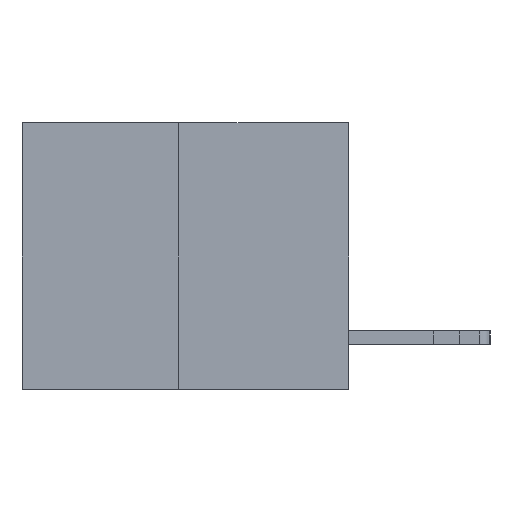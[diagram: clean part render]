
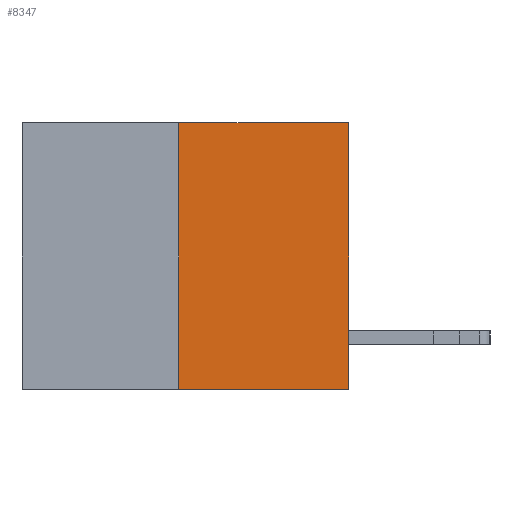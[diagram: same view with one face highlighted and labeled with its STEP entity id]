
A CAD part, left-side view. The second image highlights one B-rep face of the part: STEP entity #8347.
In plain terms, the highlighted planar face has unit normal (-1, 0, 0).
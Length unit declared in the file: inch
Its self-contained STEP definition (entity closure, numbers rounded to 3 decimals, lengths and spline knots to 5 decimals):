
#359 = VERTEX_POINT ( 'NONE', #15700 ) ;
#1324 = CARTESIAN_POINT ( 'NONE',  ( 0., 0.312, -0.49 ) ) ;
#1800 = DIRECTION ( 'NONE',  ( 0., -1., 0. ) ) ;
#1855 = CARTESIAN_POINT ( 'NONE',  ( 0., 0.6, 0. ) ) ;
#1986 = DIRECTION ( 'NONE',  ( 0., -1., 0. ) ) ;
#2277 = EDGE_CURVE ( 'NONE', #2470, #359, #14443, .T. ) ;
#2298 = PLANE ( 'NONE',  #6389 ) ;
#2470 = VERTEX_POINT ( 'NONE', #5023 ) ;
#2765 = VECTOR ( 'NONE', #6328, 39.37008 ) ;
#3542 = EDGE_CURVE ( 'NONE', #13360, #8860, #3976, .T. ) ;
#3907 = ORIENTED_EDGE ( 'NONE', *, *, #2277, .T. ) ;
#3976 = LINE ( 'NONE', #1855, #11733 ) ;
#4077 = FACE_OUTER_BOUND ( 'NONE', #5271, .T. ) ;
#5023 = CARTESIAN_POINT ( 'NONE',  ( 0., 0.312, -0.49 ) ) ;
#5271 = EDGE_LOOP ( 'NONE', ( #15108, #3907, #10857, #9196 ) ) ;
#5453 = DIRECTION ( 'NONE',  ( 0., 0., 1. ) ) ;
#5741 = EDGE_CURVE ( 'NONE', #2470, #13360, #8027, .T. ) ;
#6328 = DIRECTION ( 'NONE',  ( 0., 0., 1. ) ) ;
#6389 = AXIS2_PLACEMENT_3D ( 'NONE', #15632, #11797, #10726 ) ;
#8027 = LINE ( 'NONE', #1324, #2765 ) ;
#8347 = ADVANCED_FACE ( 'NONE', ( #4077 ), #2298, .F. ) ;
#8684 = EDGE_CURVE ( 'NONE', #359, #8860, #12800, .T. ) ;
#8860 = VERTEX_POINT ( 'NONE', #10897 ) ;
#9196 = ORIENTED_EDGE ( 'NONE', *, *, #3542, .F. ) ;
#9406 = CARTESIAN_POINT ( 'NONE',  ( 0., 0.312, 0. ) ) ;
#10726 = DIRECTION ( 'NONE',  ( 0., 0., -1. ) ) ;
#10857 = ORIENTED_EDGE ( 'NONE', *, *, #8684, .T. ) ;
#10897 = CARTESIAN_POINT ( 'NONE',  ( 0., 0., 0. ) ) ;
#11733 = VECTOR ( 'NONE', #1800, 39.37008 ) ;
#11797 = DIRECTION ( 'NONE',  ( 1., 0., 0. ) ) ;
#12228 = VECTOR ( 'NONE', #5453, 39.37008 ) ;
#12800 = LINE ( 'NONE', #13780, #12228 ) ;
#13360 = VERTEX_POINT ( 'NONE', #9406 ) ;
#13780 = CARTESIAN_POINT ( 'NONE',  ( 0., 0., 0. ) ) ;
#14059 = VECTOR ( 'NONE', #1986, 39.37008 ) ;
#14443 = LINE ( 'NONE', #15389, #14059 ) ;
#15108 = ORIENTED_EDGE ( 'NONE', *, *, #5741, .F. ) ;
#15389 = CARTESIAN_POINT ( 'NONE',  ( 0., 0.6, -0.49 ) ) ;
#15632 = CARTESIAN_POINT ( 'NONE',  ( 0., 0.6, 0. ) ) ;
#15700 = CARTESIAN_POINT ( 'NONE',  ( 0., 0., -0.49 ) ) ;
